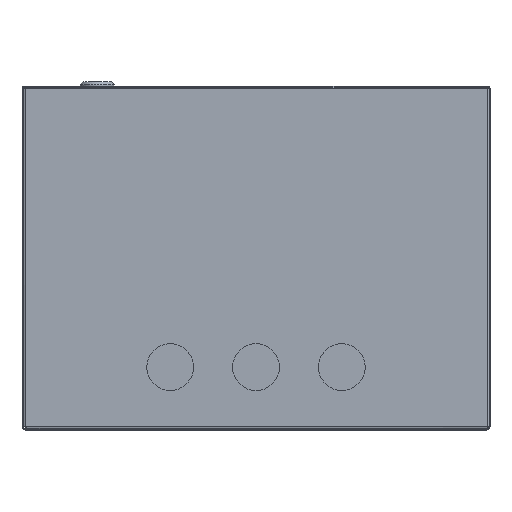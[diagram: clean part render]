
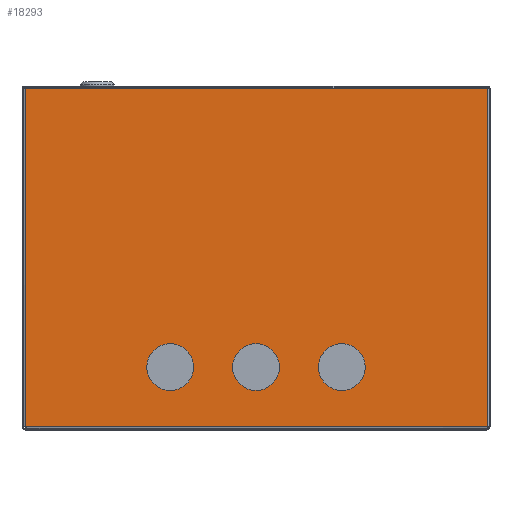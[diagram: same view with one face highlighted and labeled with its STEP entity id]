
A CAD part, front view. The second image highlights one B-rep face of the part: STEP entity #18293.
In plain terms, the highlighted planar face has unit normal (0, -1, 0).
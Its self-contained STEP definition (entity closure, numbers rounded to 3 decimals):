
#132 = DIRECTION ( 'NONE',  ( 0., 0., -1. ) ) ;
#133 = EDGE_CURVE ( 'NONE', #2649, #17455, #20567, .T. ) ;
#325 = CARTESIAN_POINT ( 'NONE',  ( -80., -200., -70. ) ) ;
#628 = CARTESIAN_POINT ( 'NONE',  ( -1.6, -200., 108.4 ) ) ;
#664 = DIRECTION ( 'NONE',  ( 1., 0., 0. ) ) ;
#763 = VERTEX_POINT ( 'NONE', #9089 ) ;
#1548 = LINE ( 'NONE', #5026, #14547 ) ;
#1621 = LINE ( 'NONE', #5459, #8357 ) ;
#1972 = EDGE_LOOP ( 'NONE', ( #10455, #11262 ) ) ;
#2158 = CARTESIAN_POINT ( 'NONE',  ( -297.8, -200., -108.4 ) ) ;
#2380 = EDGE_CURVE ( 'NONE', #20442, #20038, #21421, .T. ) ;
#2649 = VERTEX_POINT ( 'NONE', #6558 ) ;
#2928 = CARTESIAN_POINT ( 'NONE',  ( -0.6, -200., 108.4 ) ) ;
#3117 = EDGE_CURVE ( 'NONE', #763, #14436, #21032, .T. ) ;
#3130 = CARTESIAN_POINT ( 'NONE',  ( -150., -200., -70. ) ) ;
#3269 = CARTESIAN_POINT ( 'NONE',  ( -95., -200., -70. ) ) ;
#4654 = FACE_BOUND ( 'NONE', #1972, .T. ) ;
#4769 = DIRECTION ( 'NONE',  ( -1., 0., 0. ) ) ;
#5026 = CARTESIAN_POINT ( 'NONE',  ( -297.8, -200., 108.4 ) ) ;
#5230 = ORIENTED_EDGE ( 'NONE', *, *, #21239, .T. ) ;
#5459 = CARTESIAN_POINT ( 'NONE',  ( -1.6, -200., -108.4 ) ) ;
#5619 = AXIS2_PLACEMENT_3D ( 'NONE', #21846, #6976, #14235 ) ;
#6558 = CARTESIAN_POINT ( 'NONE',  ( -135., -200., -70. ) ) ;
#6641 = DIRECTION ( 'NONE',  ( -1., 0., 0. ) ) ;
#6705 = DIRECTION ( 'NONE',  ( 1., 0., 0. ) ) ;
#6737 = VECTOR ( 'NONE', #4769, 1000. ) ;
#6756 = FACE_BOUND ( 'NONE', #17124, .T. ) ;
#6939 = EDGE_CURVE ( 'NONE', #12069, #18503, #1548, .T. ) ;
#6976 = DIRECTION ( 'NONE',  ( 0., -1., 0. ) ) ;
#7201 = EDGE_CURVE ( 'NONE', #20038, #20442, #17670, .T. ) ;
#7323 = ORIENTED_EDGE ( 'NONE', *, *, #22895, .T. ) ;
#8202 = DIRECTION ( 'NONE',  ( 0., 1., 0. ) ) ;
#8357 = VECTOR ( 'NONE', #132, 1000. ) ;
#8569 = FACE_BOUND ( 'NONE', #19866, .T. ) ;
#8795 = CARTESIAN_POINT ( 'NONE',  ( -297.8, -200., 108.4 ) ) ;
#9089 = CARTESIAN_POINT ( 'NONE',  ( -220., -200., -70. ) ) ;
#9380 = ORIENTED_EDGE ( 'NONE', *, *, #7201, .F. ) ;
#9794 = ORIENTED_EDGE ( 'NONE', *, *, #133, .F. ) ;
#10009 = AXIS2_PLACEMENT_3D ( 'NONE', #19465, #19571, #17598 ) ;
#10016 = FACE_OUTER_BOUND ( 'NONE', #19136, .T. ) ;
#10248 = PLANE ( 'NONE',  #22310 ) ;
#10341 = LINE ( 'NONE', #13985, #14161 ) ;
#10455 = ORIENTED_EDGE ( 'NONE', *, *, #19603, .F. ) ;
#10567 = DIRECTION ( 'NONE',  ( 1., 0., 0. ) ) ;
#10591 = CIRCLE ( 'NONE', #23537, 15. ) ;
#11163 = DIRECTION ( 'NONE',  ( 1., 0., 0. ) ) ;
#11244 = AXIS2_PLACEMENT_3D ( 'NONE', #16417, #19763, #6705 ) ;
#11262 = ORIENTED_EDGE ( 'NONE', *, *, #3117, .F. ) ;
#11655 = EDGE_CURVE ( 'NONE', #15504, #20629, #1621, .T. ) ;
#11697 = ORIENTED_EDGE ( 'NONE', *, *, #6939, .T. ) ;
#12069 = VERTEX_POINT ( 'NONE', #8795 ) ;
#12315 = CARTESIAN_POINT ( 'NONE',  ( -0.6, -200., 108.4 ) ) ;
#13985 = CARTESIAN_POINT ( 'NONE',  ( -0.6, -200., -108.4 ) ) ;
#13992 = DIRECTION ( 'NONE',  ( 0., -1., 0. ) ) ;
#14161 = VECTOR ( 'NONE', #664, 1000. ) ;
#14235 = DIRECTION ( 'NONE',  ( -1., 0., 0. ) ) ;
#14436 = VERTEX_POINT ( 'NONE', #19975 ) ;
#14547 = VECTOR ( 'NONE', #21874, 1000. ) ;
#15143 = CARTESIAN_POINT ( 'NONE',  ( -110., -200., -70. ) ) ;
#15504 = VERTEX_POINT ( 'NONE', #628 ) ;
#16234 = CARTESIAN_POINT ( 'NONE',  ( -1.6, -200., -108.4 ) ) ;
#16325 = DIRECTION ( 'NONE',  ( 0., -1., 0. ) ) ;
#16326 = AXIS2_PLACEMENT_3D ( 'NONE', #3269, #13992, #19796 ) ;
#16417 = CARTESIAN_POINT ( 'NONE',  ( -205., -200., -70. ) ) ;
#17124 = EDGE_LOOP ( 'NONE', ( #20278, #9380 ) ) ;
#17455 = VERTEX_POINT ( 'NONE', #21716 ) ;
#17500 = ORIENTED_EDGE ( 'NONE', *, *, #21067, .F. ) ;
#17598 = DIRECTION ( 'NONE',  ( 1., 0., 0. ) ) ;
#17670 = CIRCLE ( 'NONE', #5619, 15. ) ;
#18293 = ADVANCED_FACE ( 'NONE', ( #6756, #4654, #8569, #10016 ), #10248, .F. ) ;
#18503 = VERTEX_POINT ( 'NONE', #2158 ) ;
#18626 = ORIENTED_EDGE ( 'NONE', *, *, #11655, .F. ) ;
#19136 = EDGE_LOOP ( 'NONE', ( #18626, #5230, #11697, #7323 ) ) ;
#19188 = AXIS2_PLACEMENT_3D ( 'NONE', #3130, #16325, #10567 ) ;
#19465 = CARTESIAN_POINT ( 'NONE',  ( -150., -200., -70. ) ) ;
#19571 = DIRECTION ( 'NONE',  ( 0., -1., 0. ) ) ;
#19603 = EDGE_CURVE ( 'NONE', #14436, #763, #10591, .T. ) ;
#19763 = DIRECTION ( 'NONE',  ( 0., -1., 0. ) ) ;
#19796 = DIRECTION ( 'NONE',  ( -1., 0., 0. ) ) ;
#19866 = EDGE_LOOP ( 'NONE', ( #9794, #17500 ) ) ;
#19975 = CARTESIAN_POINT ( 'NONE',  ( -190., -200., -70. ) ) ;
#20038 = VERTEX_POINT ( 'NONE', #15143 ) ;
#20278 = ORIENTED_EDGE ( 'NONE', *, *, #2380, .F. ) ;
#20442 = VERTEX_POINT ( 'NONE', #325 ) ;
#20567 = CIRCLE ( 'NONE', #10009, 15. ) ;
#20629 = VERTEX_POINT ( 'NONE', #16234 ) ;
#21032 = CIRCLE ( 'NONE', #11244, 15. ) ;
#21067 = EDGE_CURVE ( 'NONE', #17455, #2649, #23922, .T. ) ;
#21239 = EDGE_CURVE ( 'NONE', #15504, #12069, #21505, .T. ) ;
#21421 = CIRCLE ( 'NONE', #16326, 15. ) ;
#21505 = LINE ( 'NONE', #2928, #6737 ) ;
#21716 = CARTESIAN_POINT ( 'NONE',  ( -165., -200., -70. ) ) ;
#21846 = CARTESIAN_POINT ( 'NONE',  ( -95., -200., -70. ) ) ;
#21874 = DIRECTION ( 'NONE',  ( 0., 0., -1. ) ) ;
#22310 = AXIS2_PLACEMENT_3D ( 'NONE', #12315, #8202, #6641 ) ;
#22316 = DIRECTION ( 'NONE',  ( 0., -1., 0. ) ) ;
#22895 = EDGE_CURVE ( 'NONE', #18503, #20629, #10341, .T. ) ;
#23537 = AXIS2_PLACEMENT_3D ( 'NONE', #23741, #22316, #11163 ) ;
#23741 = CARTESIAN_POINT ( 'NONE',  ( -205., -200., -70. ) ) ;
#23922 = CIRCLE ( 'NONE', #19188, 15. ) ;
